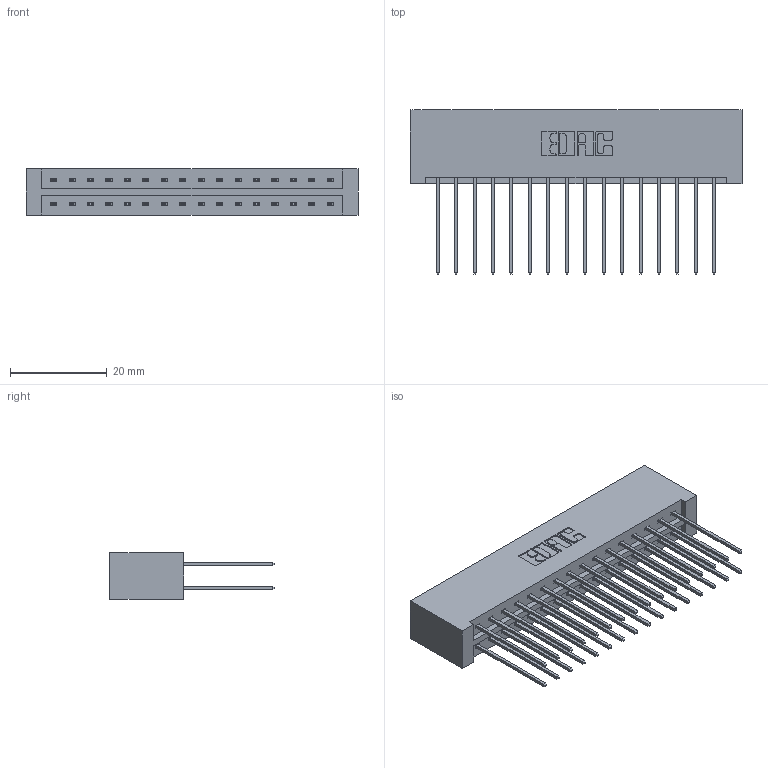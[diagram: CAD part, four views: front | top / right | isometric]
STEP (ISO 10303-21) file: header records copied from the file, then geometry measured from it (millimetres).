
FILE_DESCRIPTION (( 'STEP AP203' ), '1' );
FILE_NAME ('379-032-541-201.STEP', '2020-09-30T17:10:09', ( '' ), ( '' ), 'SwSTEP 2.0', 'SolidWorks 2020', '' );
FILE_SCHEMA (( 'CONFIG_CONTROL_DESIGN' ));
Length unit declared in the file: inch
Products named in the file (3): 379 Part_Lugless; 345-292-001_345-293-141; 379-032-541-201
Assembly tree (33 placements, depth 2):
  379-032-541-201
    379 Part_Lugless
    345-292-001_345-293-141  x32
Bounding box: 68.58 x 33.96 x 9.53 mm (x, y, z)
Volume: 7903.9 mm3; surface area: 9601.9 mm2
Topology: 33 solids, 33 shells, 1770 faces, 5247 edges, 3454 vertices
Faces by surface type: plane 1218, cylinder 552
Entity records: 13397 total; most frequent: CARTESIAN_POINT 2250, ORIENTED_EDGE 2186, DIRECTION 1961, EDGE_CURVE 1093, LINE 973, VECTOR 973, VERTEX_POINT 726, AXIS2_PLACEMENT_3D 494
